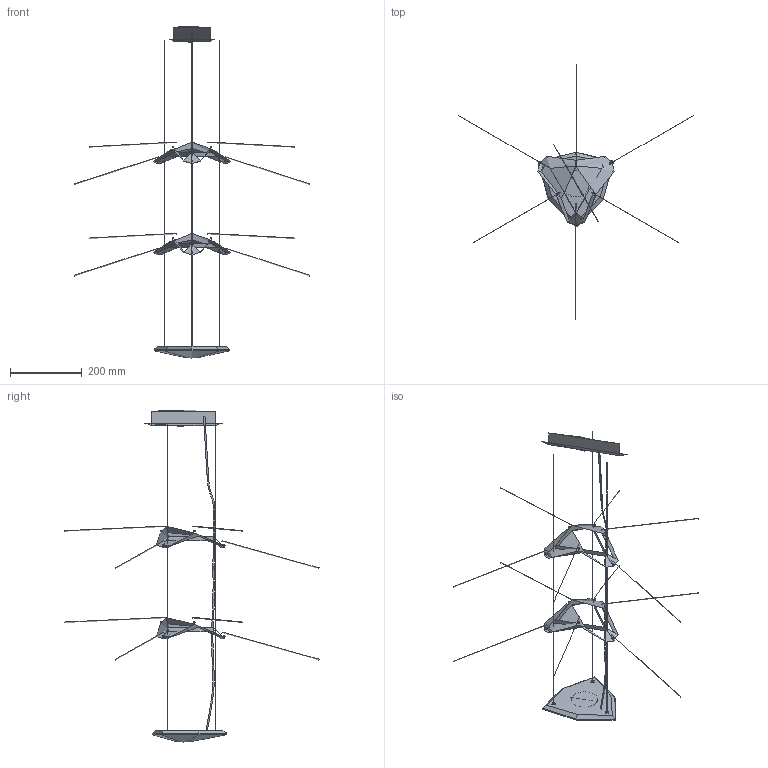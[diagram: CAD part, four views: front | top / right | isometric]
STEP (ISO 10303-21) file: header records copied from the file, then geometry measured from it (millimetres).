
FILE_DESCRIPTION(/* description */ (''),/* implementation_level */ '2;1');
FILE_NAME(/* name */ 'Chlorophilia 2',/* time_stamp */ '2016-05-05T11:20:32+02:00',/* author */ (''),/* organization */ (''),/* preprocessor_version */ 'ST-DEVELOPER v10',/* originating_system */ '',/* authorisation */ '');
FILE_SCHEMA (('CONFIG_CONTROL_DESIGN'));
Length unit declared in the file: millimetre
Products named in the file (3): 1; 2; 3
Assembly tree (15 placements, depth 2):
  1
    2  x12
    3  x3
Bounding box: 656.47 x 709.73 x 927.17 mm (x, y, z)
Volume: 4719192 mm3; surface area: 2067385.9 mm2
Topology: 54 solids, 57 shells, 575 faces, 1301 edges, 762 vertices
Faces by surface type: bspline 392, plane 183
Entity records: 134434 total; most frequent: CARTESIAN_POINT 130094, ORIENTED_EDGE 1314, EDGE_CURVE 660, VERTEX_POINT 402, EDGE_LOOP 331, ADVANCED_FACE 323, FACE_OUTER_BOUND 323, B_SPLINE_CURVE_WITH_KNOTS 234
